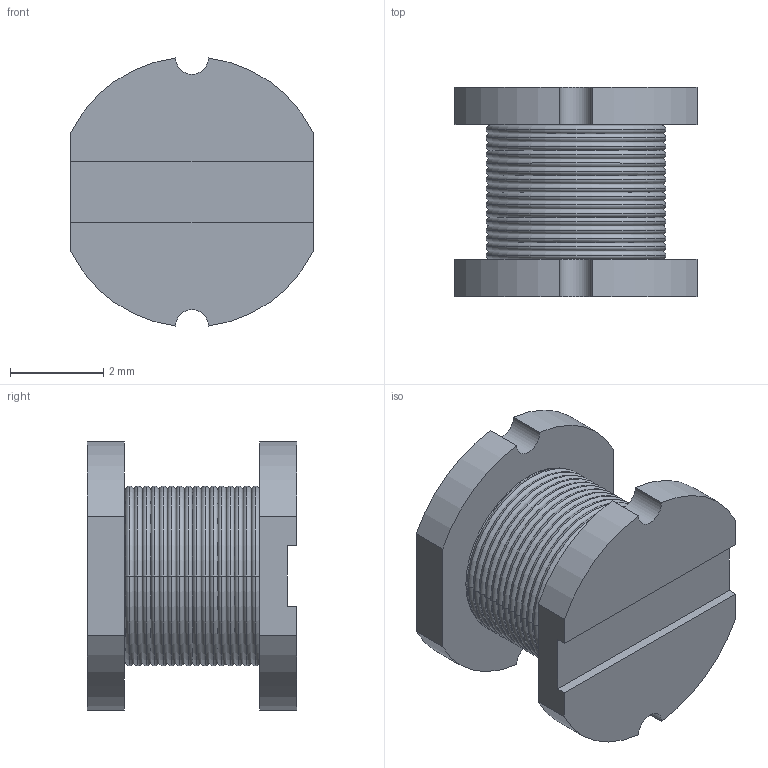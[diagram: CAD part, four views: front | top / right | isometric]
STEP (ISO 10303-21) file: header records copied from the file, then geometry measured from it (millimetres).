
FILE_DESCRIPTION (( 'STEP AP214' ), '1' );
FILE_NAME ('29514D71-900A-4192-A80B-BA05A72896F6.STEP', '2022-10-09T07:15:13', ( '' ), ( '' ), 'SwSTEP 2.0', 'SolidWorks 2022', '' );
FILE_SCHEMA (( 'AUTOMOTIVE_DESIGN' ));
Length unit declared in the file: millimetre
Products named in the file (1): 29514D71-900A-4192-A80B-BA05A72896F6
Bounding box: 5.2 x 4.5 x 5.76 mm (x, y, z)
Volume: 71.2 mm3; surface area: 249 mm2
Topology: 17 solids, 17 shells, 95 faces, 206 edges, 116 vertices
Faces by surface type: torus 66, cylinder 16, plane 13
Entity records: 3901 total; most frequent: DIRECTION 564, CARTESIAN_POINT 418, ORIENTED_EDGE 412, AXIS2_PLACEMENT_3D 262, EDGE_CURVE 206, CIRCLE 166, VERTEX_POINT 116, UNCERTAINTY_MEASURE_WITH_UNIT 114
